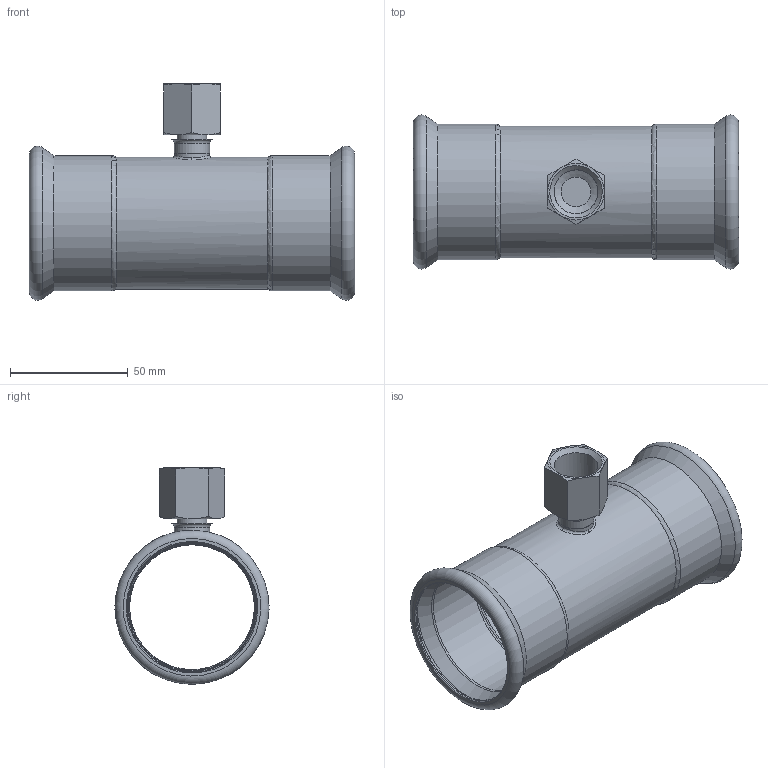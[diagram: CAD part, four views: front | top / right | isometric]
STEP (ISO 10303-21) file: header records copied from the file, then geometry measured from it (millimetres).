
FILE_DESCRIPTION(/* description */ (''),/* implementation_level */ '2;1');
FILE_NAME(/* name */ '41360.stp',/* time_stamp */ '2023-09-08T10:59:21+02:00',/* author */ ('JANAN'),/* organization */ (''),/* preprocessor_version */ 'ST-DEVELOPER v19.2',/* originating_system */ 'Autodesk Inventor 2023',/* authorisation */ '');
FILE_SCHEMA (('AUTOMOTIVE_DESIGN { 1 0 10303 214 3 1 1 }'));
Length unit declared in the file: millimetre
Products named in the file (1): tmp6A43.tmp
Bounding box: 138 x 65.36 x 91.88 mm (x, y, z)
Volume: 44624.7 mm3; surface area: 55950.3 mm2
Topology: 2 solids, 2 shells, 64 faces, 145 edges, 86 vertices
Faces by surface type: cone 17, plane 13, cylinder 13, torus 13, bspline 8
Full cylindrical faces by diameter (mm): 12.6 x2, 15 x2, 18.631 x1, 53 x1, 54.4 x2, 55 x2, 56 x1, 57.5 x2
Entity records: 3258 total; most frequent: CARTESIAN_POINT 1772, ORIENTED_EDGE 290, DIRECTION 290, EDGE_CURVE 145, AXIS2_PLACEMENT_3D 129, VERTEX_POINT 86, EDGE_LOOP 71, CIRCLE 70
